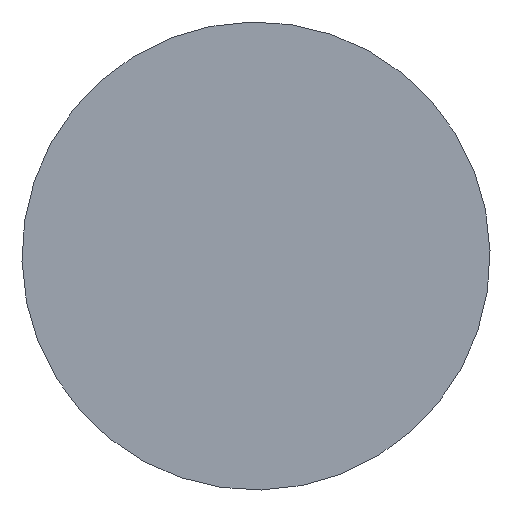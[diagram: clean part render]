
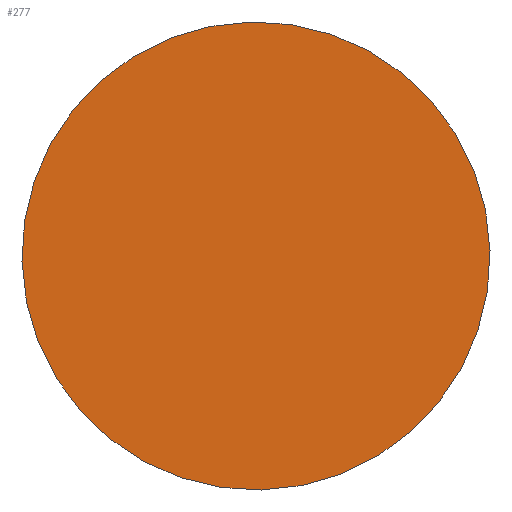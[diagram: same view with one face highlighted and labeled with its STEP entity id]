
A CAD part, front view. The second image highlights one B-rep face of the part: STEP entity #277.
In plain terms, the highlighted planar face has unit normal (0, -1, 0).
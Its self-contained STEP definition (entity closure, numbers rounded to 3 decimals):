
#234=CARTESIAN_POINT('Vertex',(-5.993,0.,-10.97)) ;
#237=CARTESIAN_POINT('Axis2P3D Location',(0.,0.,0.)) ;
#241=CARTESIAN_POINT('Vertex',(5.993,0.,10.97)) ;
#256=CARTESIAN_POINT('Axis2P3D Location',(0.,0.,0.)) ;
#268=CARTESIAN_POINT('Axis2P3D Location',(0.,0.,0.)) ;
#238=DIRECTION('Axis2P3D Direction',(0.,1.,0.)) ;
#257=DIRECTION('Axis2P3D Direction',(0.,1.,0.)) ;
#269=DIRECTION('Axis2P3D Direction',(0.,1.,0.)) ;
#270=DIRECTION('Axis2P3D XDirection',(1.,-0.,0.)) ;
#239=AXIS2_PLACEMENT_3D('Circle Axis2P3D',#237,#238,$) ;
#258=AXIS2_PLACEMENT_3D('Circle Axis2P3D',#256,#257,$) ;
#271=AXIS2_PLACEMENT_3D('Plane Axis2P3D',#268,#269,#270) ;
#274=ORIENTED_EDGE('',*,*,#260,.F.) ;
#275=ORIENTED_EDGE('',*,*,#243,.F.) ;
#277=ADVANCED_FACE('Corps principal',(#276),#272,.F.) ;
#240=CIRCLE('generated circle',#239,12.5) ;
#259=CIRCLE('generated circle',#258,12.5) ;
#243=EDGE_CURVE('',#235,#242,#240,.T.) ;
#260=EDGE_CURVE('',#242,#235,#259,.T.) ;
#273=EDGE_LOOP('',(#274,#275)) ;
#276=FACE_OUTER_BOUND('',#273,.T.) ;
#272=PLANE('Plane',#271) ;
#235=VERTEX_POINT('',#234) ;
#242=VERTEX_POINT('',#241) ;
